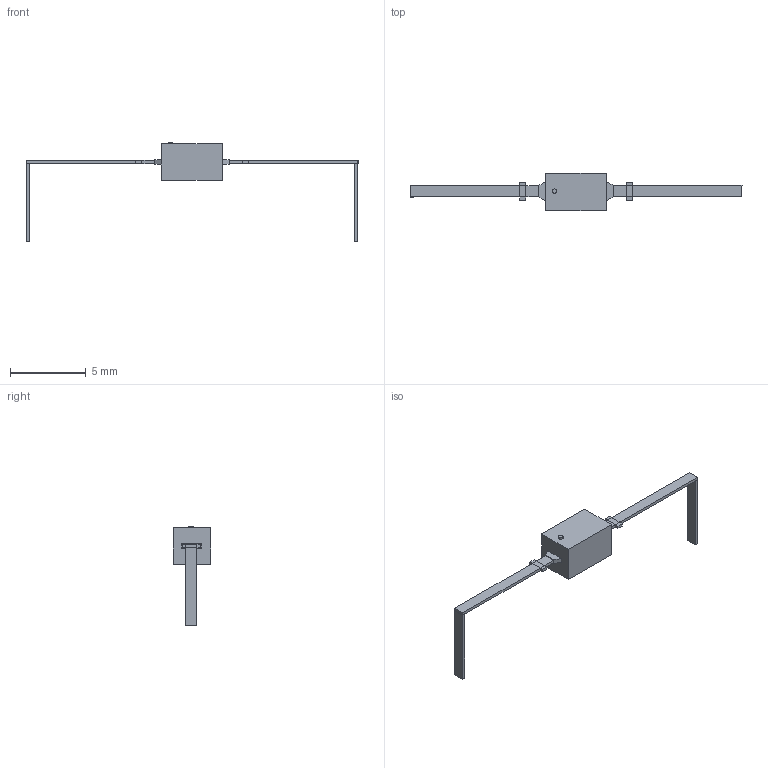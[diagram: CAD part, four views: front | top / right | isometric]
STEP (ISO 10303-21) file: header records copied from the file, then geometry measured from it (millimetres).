
FILE_DESCRIPTION(('FreeCAD Model'),'2;1');
FILE_NAME('A46.step','2020-03-31T02:50:08' ,('Author'),(''),'Open CASCADE STEP processor 7.3','FreeCAD','Unknown' );
FILE_SCHEMA(('AUTOMOTIVE_DESIGN { 1 0 10303 214 1 1 1 1 }'));
Length unit declared in the file: millimetre
Products named in the file (9): Body; Fusion001; Body007; ???????; Body006; Body005; Body003; ???001; ???002
Bounding box: 21.91 x 2.5 x 6.58 mm (x, y, z)
Volume: 29 mm3; surface area: 111.2 mm2
Topology: 9 solids, 9 shells, 67 faces, 131 edges, 82 vertices
Faces by surface type: plane 66, cylinder 1
Full cylindrical faces by diameter (mm): 0.3 x1
Entity records: 3664 total; most frequent: CARTESIAN_POINT 551, DIRECTION 523, LINE 381, VECTOR 381, ORIENTED_EDGE 262, PCURVE 262, DEFINITIONAL_REPRESENTATION 262, EDGE_CURVE 131
